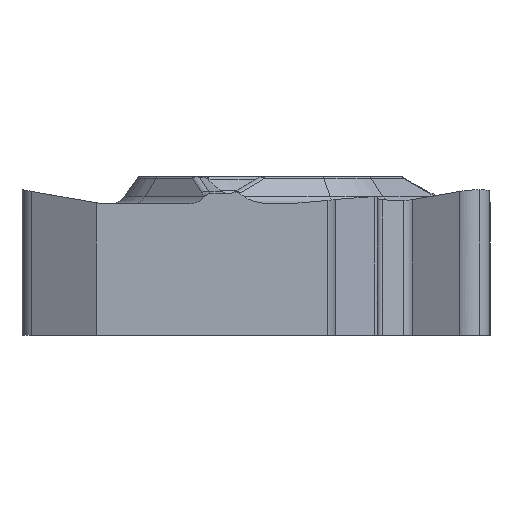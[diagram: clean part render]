
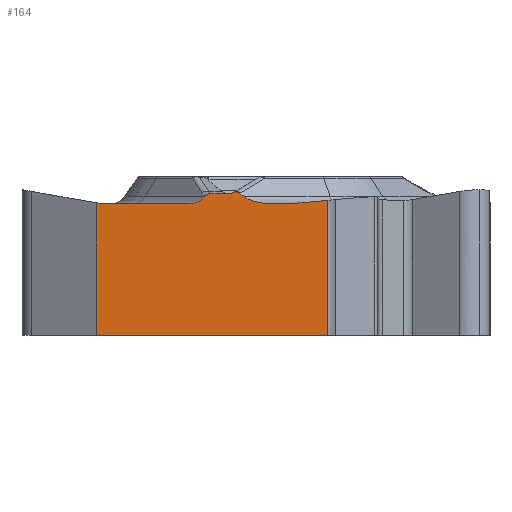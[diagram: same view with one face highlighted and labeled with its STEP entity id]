
A CAD part, left-side view. The second image highlights one B-rep face of the part: STEP entity #164.
In plain terms, the highlighted planar face has unit normal (-1, 0, 0).
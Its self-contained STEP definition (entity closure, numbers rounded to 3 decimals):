
#164=ADVANCED_FACE('',(#363),#320,.F.);
#320=PLANE('',#2740);
#363=FACE_OUTER_BOUND('',#515,.T.);
#515=EDGE_LOOP('',(#944,#945,#946,#947,#948,#949,#950,#951,#952,#953,#954,
#955,#956,#957,#958,#959,#960,#961));
#689=CIRCLE('',#2739,0.75);
#798=ELLIPSE('',#2734,1.5,0.75);
#799=ELLIPSE('',#2735,1.5,0.75);
#800=ELLIPSE('',#2736,0.309,0.3);
#801=ELLIPSE('',#2737,0.295,0.25);
#802=ELLIPSE('',#2738,0.884,0.75);
#944=ORIENTED_EDGE('',*,*,#1943,.T.);
#945=ORIENTED_EDGE('',*,*,#1965,.F.);
#946=ORIENTED_EDGE('',*,*,#1895,.T.);
#947=ORIENTED_EDGE('',*,*,#1966,.T.);
#948=ORIENTED_EDGE('',*,*,#1967,.T.);
#949=ORIENTED_EDGE('',*,*,#1968,.T.);
#950=ORIENTED_EDGE('',*,*,#1969,.T.);
#951=ORIENTED_EDGE('',*,*,#1970,.F.);
#952=ORIENTED_EDGE('',*,*,#1971,.T.);
#953=ORIENTED_EDGE('',*,*,#1972,.T.);
#954=ORIENTED_EDGE('',*,*,#1973,.F.);
#955=ORIENTED_EDGE('',*,*,#1974,.F.);
#956=ORIENTED_EDGE('',*,*,#1975,.T.);
#957=ORIENTED_EDGE('',*,*,#1976,.T.);
#958=ORIENTED_EDGE('',*,*,#1977,.T.);
#959=ORIENTED_EDGE('',*,*,#1978,.T.);
#960=ORIENTED_EDGE('',*,*,#1979,.T.);
#961=ORIENTED_EDGE('',*,*,#1980,.F.);
#1641=VERTEX_POINT('',#4184);
#1652=VERTEX_POINT('',#4231);
#1697=VERTEX_POINT('',#4414);
#1698=VERTEX_POINT('',#4416);
#1718=VERTEX_POINT('',#4484);
#1719=VERTEX_POINT('',#4486);
#1720=VERTEX_POINT('',#4488);
#1721=VERTEX_POINT('',#4490);
#1722=VERTEX_POINT('',#4501);
#1723=VERTEX_POINT('',#4503);
#1724=VERTEX_POINT('',#4505);
#1725=VERTEX_POINT('',#4507);
#1726=VERTEX_POINT('',#4515);
#1727=VERTEX_POINT('',#4517);
#1728=VERTEX_POINT('',#4519);
#1729=VERTEX_POINT('',#4521);
#1730=VERTEX_POINT('',#4523);
#1731=VERTEX_POINT('',#4525);
#1895=EDGE_CURVE('',#1641,#1652,#2273,.T.);
#1943=EDGE_CURVE('',#1698,#1697,#2298,.T.);
#1965=EDGE_CURVE('',#1641,#1697,#2310,.T.);
#1966=EDGE_CURVE('',#1652,#1718,#798,.T.);
#1967=EDGE_CURVE('',#1718,#1719,#2311,.T.);
#1968=EDGE_CURVE('',#1719,#1720,#799,.T.);
#1969=EDGE_CURVE('',#1720,#1721,#2312,.T.);
#1970=EDGE_CURVE('',#1722,#1721,#2624,.T.);
#1971=EDGE_CURVE('',#1722,#1723,#800,.T.);
#1972=EDGE_CURVE('',#1723,#1724,#2313,.T.);
#1973=EDGE_CURVE('',#1725,#1724,#801,.T.);
#1974=EDGE_CURVE('',#1726,#1725,#2625,.T.);
#1975=EDGE_CURVE('',#1726,#1727,#2314,.T.);
#1976=EDGE_CURVE('',#1727,#1728,#802,.T.);
#1977=EDGE_CURVE('',#1728,#1729,#2315,.T.);
#1978=EDGE_CURVE('',#1729,#1730,#689,.T.);
#1979=EDGE_CURVE('',#1730,#1731,#2316,.T.);
#1980=EDGE_CURVE('',#1698,#1731,#2317,.T.);
#2273=LINE('',#4232,#2447);
#2298=LINE('',#4415,#2472);
#2310=LINE('',#4482,#2484);
#2311=LINE('',#4485,#2485);
#2312=LINE('',#4489,#2486);
#2313=LINE('',#4504,#2487);
#2314=LINE('',#4516,#2488);
#2315=LINE('',#4520,#2489);
#2316=LINE('',#4524,#2490);
#2317=LINE('',#4526,#2491);
#2447=VECTOR('',#3022,1.);
#2472=VECTOR('',#3089,1.);
#2484=VECTOR('',#3121,1.);
#2485=VECTOR('',#3124,1.);
#2486=VECTOR('',#3127,1.);
#2487=VECTOR('',#3130,1.);
#2488=VECTOR('',#3133,1.);
#2489=VECTOR('',#3136,1.);
#2490=VECTOR('',#3139,1.);
#2491=VECTOR('',#3140,1.);
#2624=B_SPLINE_CURVE_WITH_KNOTS('',3,(#4491,#4492,#4493,#4494,#4495,#4496,
#4497,#4498,#4499,#4500),.UNSPECIFIED.,.F.,.F.,(4,3,3,4),(0.,0.625,
0.853,1.),.UNSPECIFIED.);
#2625=B_SPLINE_CURVE_WITH_KNOTS('',3,(#4508,#4509,#4510,#4511,#4512,#4513,
#4514),.UNSPECIFIED.,.F.,.F.,(4,3,4),(0.,0.594,1.),
 .UNSPECIFIED.);
#2734=AXIS2_PLACEMENT_3D('',#4483,#3122,#3123);
#2735=AXIS2_PLACEMENT_3D('',#4487,#3125,#3126);
#2736=AXIS2_PLACEMENT_3D('',#4502,#3128,#3129);
#2737=AXIS2_PLACEMENT_3D('',#4506,#3131,#3132);
#2738=AXIS2_PLACEMENT_3D('',#4518,#3134,#3135);
#2739=AXIS2_PLACEMENT_3D('',#4522,#3137,#3138);
#2740=AXIS2_PLACEMENT_3D('',#4527,#3141,#3142);
#3022=DIRECTION('',(0.,0.996,-0.088));
#3089=DIRECTION('',(0.,-1.,0.));
#3121=DIRECTION('',(0.,0.,-1.));
#3122=DIRECTION('',(1.,0.,0.));
#3123=DIRECTION('',(0.,1.,0.));
#3124=DIRECTION('',(0.,1.,0.));
#3125=DIRECTION('',(1.,0.,0.));
#3126=DIRECTION('',(0.,-1.,0.));
#3127=DIRECTION('',(0.,0.814,0.581));
#3128=DIRECTION('',(1.,0.,0.));
#3129=DIRECTION('',(0.,-1.,0.));
#3130=DIRECTION('',(0.,1.,0.));
#3131=DIRECTION('',(1.,0.,0.));
#3132=DIRECTION('',(0.,1.,0.));
#3133=DIRECTION('',(0.,0.637,-0.771));
#3134=DIRECTION('',(1.,0.,0.));
#3135=DIRECTION('',(0.,1.,0.));
#3136=DIRECTION('',(0.,1.,0.));
#3137=DIRECTION('',(1.,0.,0.));
#3138=DIRECTION('',(0.,0.,-1.));
#3139=DIRECTION('',(0.,0.985,0.174));
#3140=DIRECTION('',(0.,0.,1.));
#3141=DIRECTION('',(1.,0.,0.));
#3142=DIRECTION('',(0.,0.,-1.));
#4184=CARTESIAN_POINT('',(-7.938,-3.123,-0.628));
#4231=CARTESIAN_POINT('',(-7.938,-1.521,-0.77));
#4232=CARTESIAN_POINT('',(-7.938,-2.266,-0.704));
#4414=CARTESIAN_POINT('',(-7.938,-3.123,-7.));
#4415=CARTESIAN_POINT('',(-7.938,11.45,-7.));
#4416=CARTESIAN_POINT('',(-7.938,7.804,-7.));
#4482=CARTESIAN_POINT('',(-7.938,-3.123,25.));
#4483=CARTESIAN_POINT('',(-7.938,-1.261,-0.031));
#4484=CARTESIAN_POINT('',(-7.938,-1.261,-0.781));
#4485=CARTESIAN_POINT('',(-7.938,0.,-0.781));
#4486=CARTESIAN_POINT('',(-7.938,-0.427,-0.781));
#4487=CARTESIAN_POINT('',(-7.938,-0.427,-0.031));
#4488=CARTESIAN_POINT('',(-7.938,0.802,-0.461));
#4489=CARTESIAN_POINT('',(-7.938,19.895,13.173));
#4490=CARTESIAN_POINT('',(-7.938,1.037,-0.293));
#4491=CARTESIAN_POINT('',(-7.938,1.433,-0.285));
#4492=CARTESIAN_POINT('',(-7.938,1.352,-0.26));
#4493=CARTESIAN_POINT('',(-7.938,1.267,-0.242));
#4494=CARTESIAN_POINT('',(-7.938,1.183,-0.247));
#4495=CARTESIAN_POINT('',(-7.938,1.152,-0.249));
#4496=CARTESIAN_POINT('',(-7.938,1.12,-0.255));
#4497=CARTESIAN_POINT('',(-7.938,1.091,-0.266));
#4498=CARTESIAN_POINT('',(-7.938,1.072,-0.272));
#4499=CARTESIAN_POINT('',(-7.938,1.054,-0.282));
#4500=CARTESIAN_POINT('',(-7.938,1.037,-0.293));
#4501=CARTESIAN_POINT('',(-7.938,1.433,-0.285));
#4502=CARTESIAN_POINT('',(-7.938,1.528,0.));
#4503=CARTESIAN_POINT('',(-7.938,1.528,-0.3));
#4504=CARTESIAN_POINT('',(-7.938,11.45,-0.3));
#4505=CARTESIAN_POINT('',(-7.938,2.386,-0.3));
#4506=CARTESIAN_POINT('',(-7.938,2.386,-0.55));
#4507=CARTESIAN_POINT('',(-7.938,2.497,-0.318));
#4508=CARTESIAN_POINT('',(-7.938,2.626,-0.404));
#4509=CARTESIAN_POINT('',(-7.938,2.606,-0.381));
#4510=CARTESIAN_POINT('',(-7.938,2.582,-0.36));
#4511=CARTESIAN_POINT('',(-7.938,2.555,-0.345));
#4512=CARTESIAN_POINT('',(-7.938,2.537,-0.334));
#4513=CARTESIAN_POINT('',(-7.938,2.517,-0.325));
#4514=CARTESIAN_POINT('',(-7.938,2.497,-0.318));
#4515=CARTESIAN_POINT('',(-7.938,2.626,-0.404));
#4516=CARTESIAN_POINT('',(-7.938,-6.27,10.369));
#4517=CARTESIAN_POINT('',(-7.938,2.673,-0.461));
#4518=CARTESIAN_POINT('',(-7.938,3.398,-0.031));
#4519=CARTESIAN_POINT('',(-7.938,3.398,-0.781));
#4520=CARTESIAN_POINT('',(-7.938,11.45,-0.781));
#4521=CARTESIAN_POINT('',(-7.938,7.504,-0.781));
#4522=CARTESIAN_POINT('',(-7.938,7.504,-0.031));
#4523=CARTESIAN_POINT('',(-7.938,7.635,-0.77));
#4524=CARTESIAN_POINT('',(-7.938,15.742,0.66));
#4525=CARTESIAN_POINT('',(-7.938,7.804,-0.74));
#4526=CARTESIAN_POINT('',(-7.938,7.804,25.));
#4527=CARTESIAN_POINT('',(-7.938,11.45,25.));
